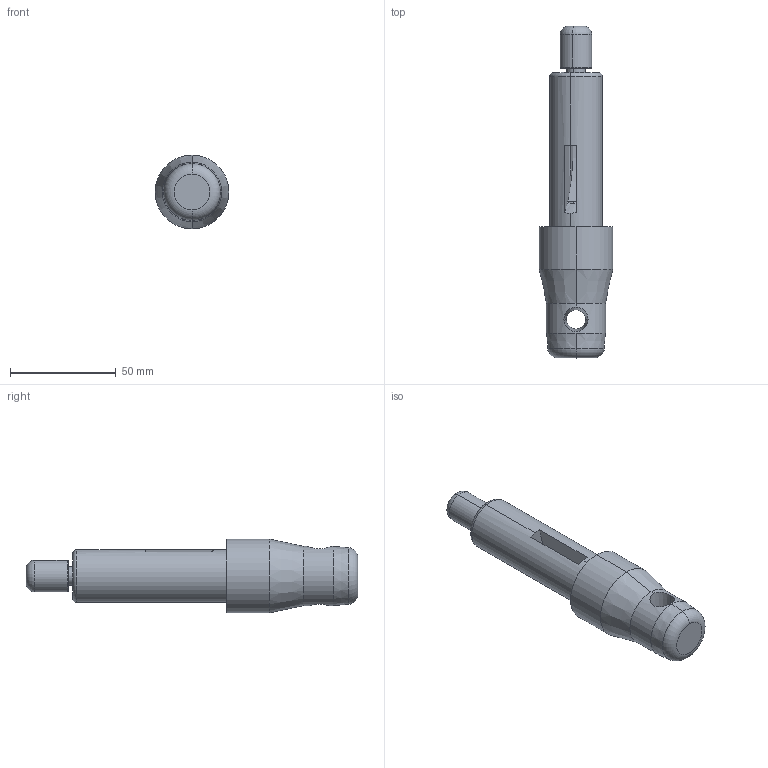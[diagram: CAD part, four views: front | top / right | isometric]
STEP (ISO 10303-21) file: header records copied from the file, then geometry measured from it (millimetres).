
FILE_DESCRIPTION (( 'STEP AP203' ), '1' );
FILE_NAME ('T45747.STEP', '2018-07-30T07:15:31', ( '' ), ( '' ), 'SwSTEP 2.0', 'SolidWorks 2016', '' );
FILE_SCHEMA (( 'CONFIG_CONTROL_DESIGN' ));
Length unit declared in the file: millimetre
Products named in the file (4): T37653; Socket Set Screw Flat Point_Doughty Fastners_BS 4168-2 - M12 x 35-S; T45747; TH3127
Assembly tree (3 placements, depth 2):
  T45747
    TH3127
    T37653
    Socket Set Screw Flat Point_Doughty Fastners_BS 4168-2 - M12 x 35-S
Bounding box: 34.9 x 157 x 34.9 mm (x, y, z)
Volume: 77965.4 mm3; surface area: 21923.3 mm2
Topology: 3 solids, 3 shells, 182 faces, 473 edges, 294 vertices
Faces by surface type: cone 94, cylinder 58, plane 22, torus 8
Entity records: 6192 total; most frequent: CARTESIAN_POINT 1128, DIRECTION 1101, ORIENTED_EDGE 938, EDGE_CURVE 469, AXIS2_PLACEMENT_3D 456, VERTEX_POINT 294, CIRCLE 268, VECTOR 189
